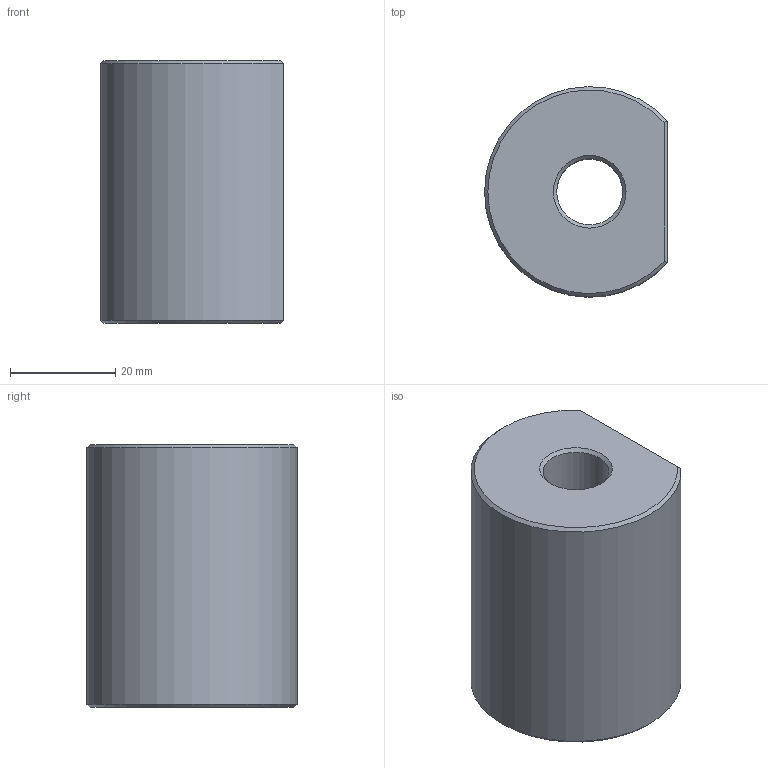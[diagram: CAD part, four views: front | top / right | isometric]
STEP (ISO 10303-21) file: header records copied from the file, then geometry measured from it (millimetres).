
FILE_DESCRIPTION(/* description */ ('','CAx-IF Rec.Pracs.---Representation and Presentation of Product Manufacturing Information (PMI)---4.0---2014-10-13'),/* implementation_level */ '2;1');
FILE_NAME(/* name */ 'DBS-22_USB_Spacer.step',/* time_stamp */ '2024-12-01T19:00:31-05:00',/* author */ (''),/* organization */ (''),/* preprocessor_version */ 'ST-DEVELOPER v20',/* originating_system */ 'Autodesk Translation Framework v13.20.0.188',/* authorisation */ '');
FILE_SCHEMA (('AP242_MANAGED_MODEL_BASED_3D_ENGINEERING_MIM_LF { 1 0 10303 442 1 1 4 }'));
Length unit declared in the file: inch
Products named in the file (2): DBS-22 USB Spacer; DBS-22 USB Spacer_1
Assembly tree (1 placements, depth 2):
  DBS-22 USB Spacer
    DBS-22 USB Spacer_1
Bounding box: 34.79 x 39.99 x 50 mm (x, y, z)
Volume: 51769.8 mm3; surface area: 10076.5 mm2
Topology: 1 solids, 1 shells, 11 faces, 22 edges, 13 vertices
Faces by surface type: plane 5, cone 4, cylinder 2
Full cylindrical faces by diameter (mm): 12.55 x1
Entity records: 348 total; most frequent: CARTESIAN_POINT 61, DIRECTION 55, ORIENTED_EDGE 44, AXIS2_PLACEMENT_3D 23, EDGE_CURVE 22, EDGE_LOOP 13, VERTEX_POINT 13, FACE_OUTER_BOUND 11
